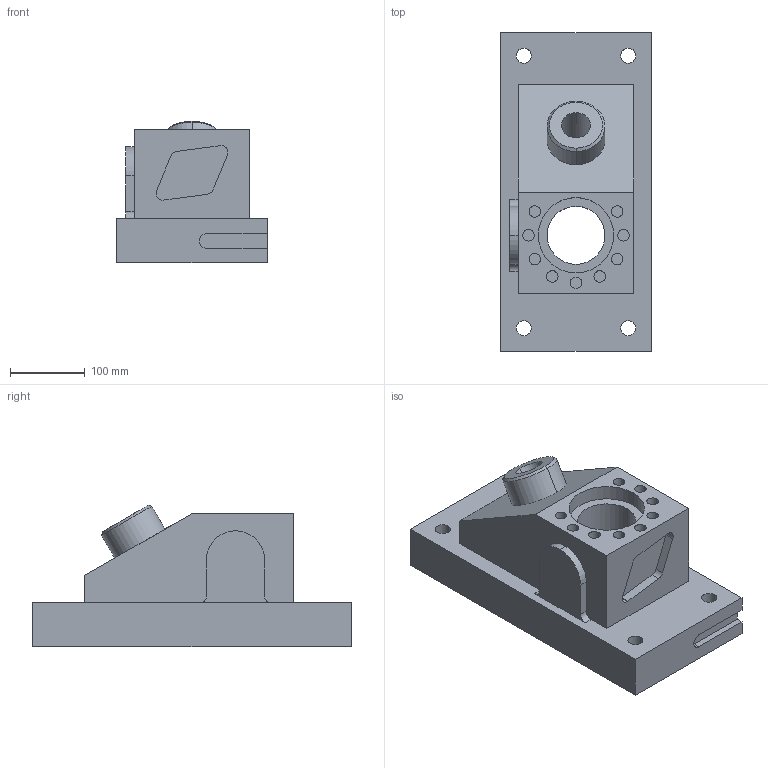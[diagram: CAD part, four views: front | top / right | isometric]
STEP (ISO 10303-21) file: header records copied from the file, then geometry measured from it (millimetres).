
FILE_DESCRIPTION(('produced by SPATIAL CORP'),'2;1');
FILE_NAME( 'englishmetric.hh.sat.stp','2002-04-22T09:58:17+00:00',('SPATIAL CORP'),('SPATIAL CORP' ),'ACIS STEP Husk','http://www.spatial.com','SPATIAL CORP');
FILE_SCHEMA(('CONFIG_CONTROL_DESIGN'));
Length unit declared in the file: millimetre
Products named in the file (1): PRODUCT_ID_1
Bounding box: 201.5 x 426.25 x 189.08 mm (x, y, z)
Volume: 8176492.1 mm3; surface area: 423830.2 mm2
Topology: 1 solids, 1 shells, 124 faces, 338 edges, 236 vertices
Faces by surface type: cylinder 66, plane 56, cone 2
Entity records: 3596 total; most frequent: ORIENTED_EDGE 676, CARTESIAN_POINT 587, DIRECTION 532, EDGE_CURVE 338, VERTEX_POINT 236, AXIS2_PLACEMENT_3D 181, VECTOR 170, LINE 170
